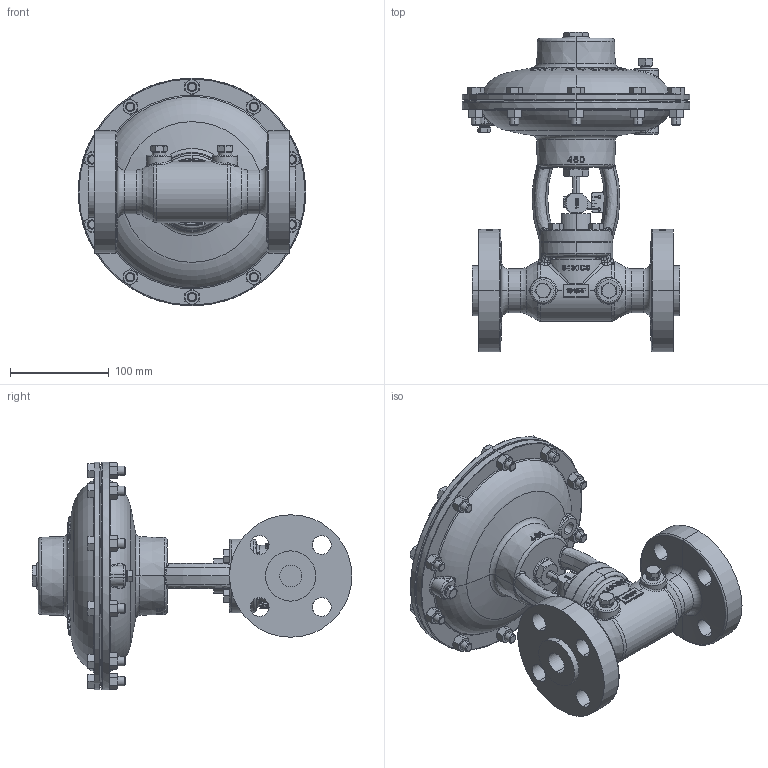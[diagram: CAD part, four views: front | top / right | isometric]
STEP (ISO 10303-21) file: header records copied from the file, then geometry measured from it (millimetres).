
FILE_DESCRIPTION (( 'STEP AP203' ), '1' );
FILE_NAME ('1 INCH HPMV 600RF FMT (EHM).step', '2014-01-24T20:43:42', ( 'PCTech' ), ( 'Microsoft' ), 'SwSTEP 2.0', 'SolidWorks 2013', '' );
FILE_SCHEMA (( 'CONFIG_CONTROL_DESIGN' ));
Products named in the file (1): 1 INCH HPMV 600RF FMT (EHM)
Bounding box: 230.19 x 323.35 x 230.19 mm (x, y, z)
Volume: 3213011.5 mm3; surface area: 293913.8 mm2
Topology: 2 solids, 2 shells, 2670 faces, 6711 edges, 4209 vertices
Faces by surface type: plane 1036, bspline 768, cone 384, cylinder 296, torus 147, sphere 39
Entity records: 154160 total; most frequent: CARTESIAN_POINT 95755, ORIENTED_EDGE 13374, DIRECTION 10033, EDGE_CURVE 6687, VERTEX_POINT 4209, AXIS2_PLACEMENT_3D 3701, EDGE_LOOP 2918, ADVANCED_FACE 2670
